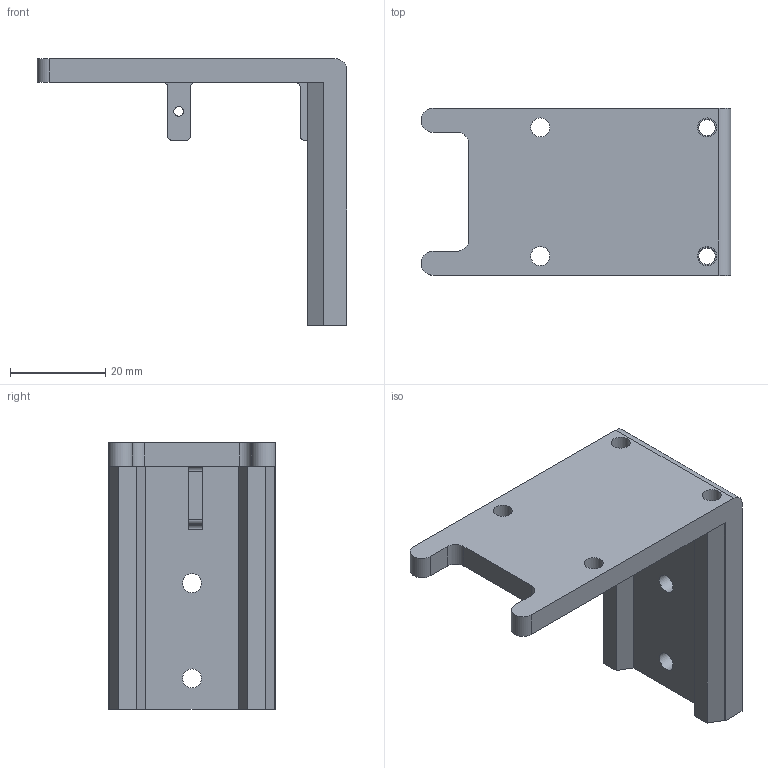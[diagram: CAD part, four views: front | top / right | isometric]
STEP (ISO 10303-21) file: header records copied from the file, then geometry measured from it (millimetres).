
FILE_DESCRIPTION(/* description */ (''),/* implementation_level */ '2;1');
FILE_NAME(/* name */ 'up-part-z.step',/* time_stamp */ '2026-01-12T20:54:00+03:00',/* author */ (''),/* organization */ (''),/* preprocessor_version */ 'ST-DEVELOPER v20.1',/* originating_system */ 'Autodesk Translation Framework v14.21.0.0',/* authorisation */ '');
FILE_SCHEMA (('AUTOMOTIVE_DESIGN { 1 0 10303 214 3 1 1 }'));
Length unit declared in the file: millimetre
Products named in the file (1): up-part-z
Bounding box: 65 x 35 x 56 mm (x, y, z)
Volume: 19688 mm3; surface area: 11322.2 mm2
Topology: 1 solids, 1 shells, 55 faces, 144 edges, 96 vertices
Faces by surface type: plane 31, cylinder 24
Full cylindrical faces by diameter (mm): 2 x2, 3.5 x2, 4 x6, 5.5 x2
Entity records: 1778 total; most frequent: DIRECTION 304, CARTESIAN_POINT 296, ORIENTED_EDGE 288, EDGE_CURVE 144, AXIS2_PLACEMENT_3D 104, LINE 96, VECTOR 96, VERTEX_POINT 96
